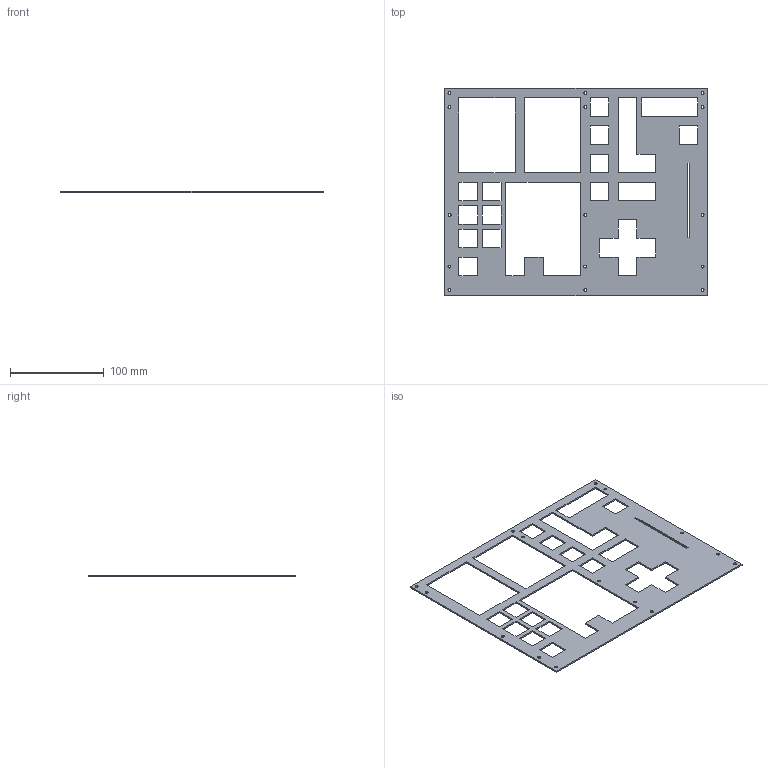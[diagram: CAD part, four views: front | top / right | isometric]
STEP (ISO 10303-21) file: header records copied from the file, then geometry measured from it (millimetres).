
FILE_DESCRIPTION(('KiCad electronic assembly'),'2;1');
FILE_NAME('CMD_Board_cover.step','2023-09-13T18:57:34',('Pcbnew'),( 'Kicad'),'Open CASCADE STEP processor 7.6','KiCad to STEP converter' ,'Unknown');
FILE_SCHEMA(('AUTOMOTIVE_DESIGN { 1 0 10303 214 1 1 1 1 }'));
Length unit declared in the file: millimetre
Products named in the file (2): CMD_Board_cover 1; CMD_Board_cover PCB
Assembly tree (1 placements, depth 2):
  CMD_Board_cover 1
    CMD_Board_cover PCB
Bounding box: 280 x 221 x 1.58 mm (x, y, z)
Volume: 53090.2 mm3; surface area: 73514.5 mm2
Topology: 1 solids, 1 shells, 115 faces, 339 edges, 226 vertices
Faces by surface type: plane 100, cylinder 15
Full cylindrical faces by diameter (mm): 3.2 x15
Entity records: 8467 total; most frequent: CARTESIAN_POINT 1540, DIRECTION 1251, LINE 957, VECTOR 957, ORIENTED_EDGE 678, PCURVE 678, DEFINITIONAL_REPRESENTATION 678, EDGE_CURVE 339
